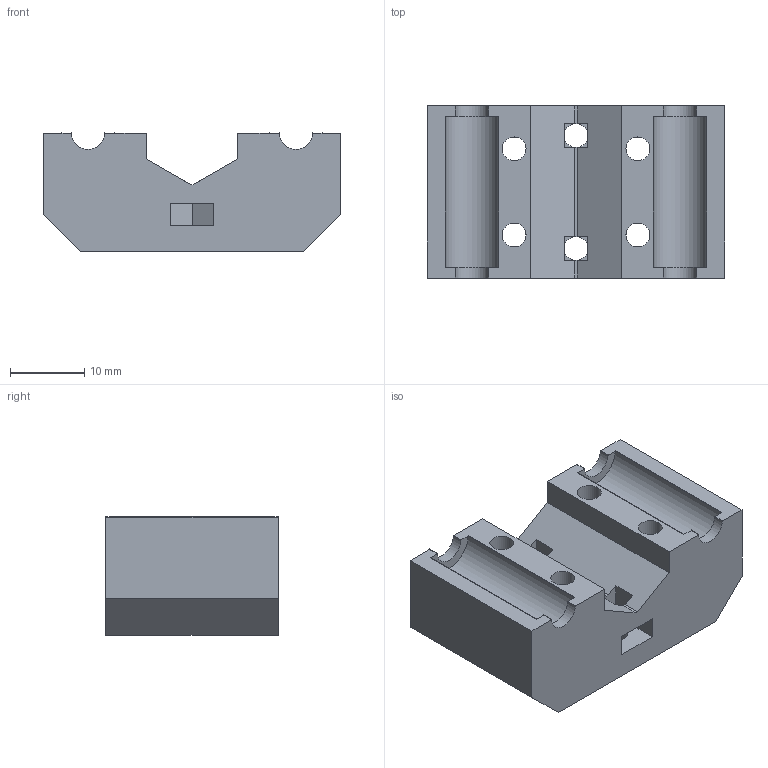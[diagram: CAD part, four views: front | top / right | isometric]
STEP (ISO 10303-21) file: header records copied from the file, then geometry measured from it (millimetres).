
FILE_DESCRIPTION(/* description */ (''),/* implementation_level */ '2;1');
FILE_NAME(/* name */ 'GantryFront.step',/* time_stamp */ '2019-09-30T18:42:55-04:00',/* author */ (''),/* organization */ (''),/* preprocessor_version */ 'ST-DEVELOPER v18',/* originating_system */ 'Autodesk Translation Framework v8.6.0.1094',/* authorisation */ '');
FILE_SCHEMA (('AUTOMOTIVE_DESIGN { 1 0 10303 214 3 1 1 }'));
Length unit declared in the file: millimetre
Products named in the file (1): GantryFront
Bounding box: 40 x 23.2 x 16 mm (x, y, z)
Volume: 10251.5 mm3; surface area: 5169.4 mm2
Topology: 1 solids, 1 shells, 132 faces, 368 edges, 236 vertices
Faces by surface type: plane 116, cylinder 16
Full cylindrical faces by diameter (mm): 3.2 x6, 6 x4
Entity records: 4248 total; most frequent: CARTESIAN_POINT 737, ORIENTED_EDGE 736, DIRECTION 702, EDGE_CURVE 368, LINE 300, VECTOR 300, VERTEX_POINT 236, AXIS2_PLACEMENT_3D 201
